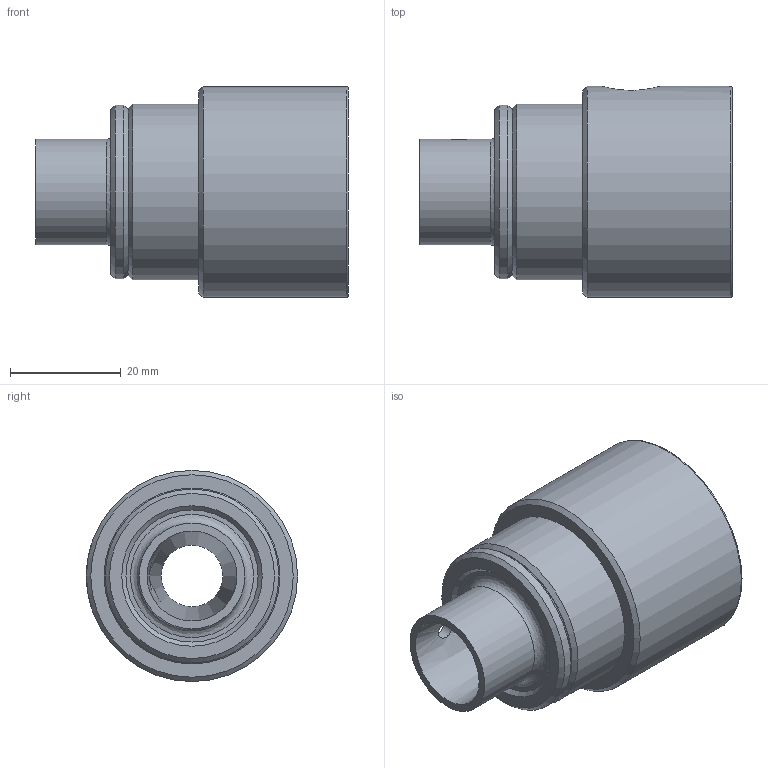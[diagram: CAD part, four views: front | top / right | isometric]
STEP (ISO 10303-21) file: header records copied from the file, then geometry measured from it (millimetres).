
FILE_DESCRIPTION((''),'2;1');
FILE_NAME('6040-3D.stp','2010-05-21T09:48:10',('michael witt'),(''),'Autodesk Inventor 2010','Autodesk Inventor 2010','');
FILE_SCHEMA(('AUTOMOTIVE_DESIGN { 1 0 10303 214 1 1 1 1 }'));
Length unit declared in the file: inch
Products named in the file (4): Assembly1; Part2; Part4; Part6
Assembly tree (3 placements, depth 2):
  Assembly1
    Part2
    Part4
    Part6
Bounding box: 56.37 x 38.1 x 38.1 mm (x, y, z)
Volume: 33465 mm3; surface area: 15413.3 mm2
Topology: 3 solids, 3 shells, 34 faces, 72 edges, 44 vertices
Faces by surface type: cone 11, cylinder 10, plane 10, bspline 2, torus 1
Full cylindrical faces by diameter (mm): 3.175 x1, 19.05 x1, 21.996 x1, 22.225 x1, 23.825 x2, 25.4 x1, 31.344 x1, 31.75 x1, 38.1 x1
Entity records: 1026 total; most frequent: CARTESIAN_POINT 310, DIRECTION 142, ORIENTED_EDGE 74, EDGE_LOOP 72, AXIS2_PLACEMENT_3D 71, FACE_BOUND 38, VERTEX_POINT 37, EDGE_CURVE 37
